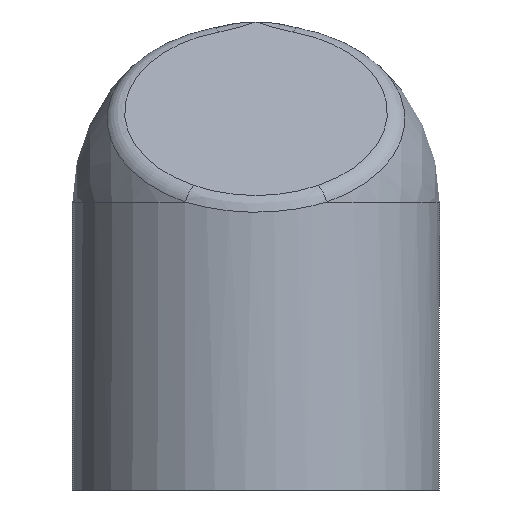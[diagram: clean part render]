
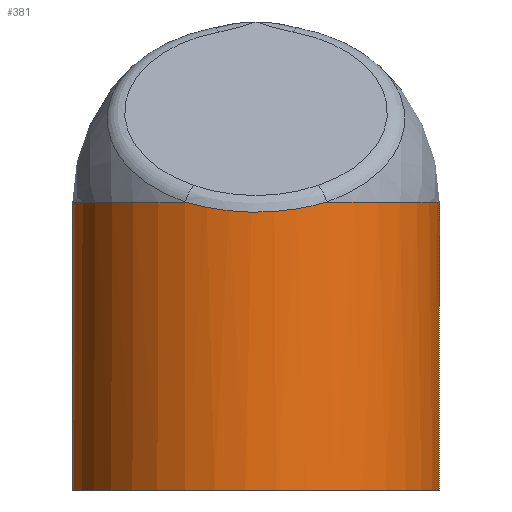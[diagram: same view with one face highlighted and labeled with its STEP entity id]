
A CAD part, left-side view. The second image highlights one B-rep face of the part: STEP entity #381.
In plain terms, the highlighted cylindrical face has radius 25.5 mm (diameter 51 mm), a full revolution.
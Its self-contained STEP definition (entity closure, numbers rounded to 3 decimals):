
#31=ELLIPSE('',#440,31.461,25.5);
#48=CYLINDRICAL_SURFACE('',#438,25.5);
#58=B_SPLINE_CURVE_WITH_KNOTS('',3,(#690,#691,#692,#693,#694,#695,#696,
#697,#698,#699,#700,#701,#702,#703,#704,#705),.UNSPECIFIED.,.F.,.F.,(4,
1,1,1,1,1,1,1,1,1,1,1,1,4),(0.,0.004,0.007,
0.011,0.015,0.019,0.022,
0.03,0.034,0.037,0.045,
0.048,0.052,0.06),.UNSPECIFIED.);
#100=ORIENTED_EDGE('',*,*,#185,.T.);
#101=ORIENTED_EDGE('',*,*,#186,.T.);
#102=ORIENTED_EDGE('',*,*,#163,.T.);
#103=ORIENTED_EDGE('',*,*,#187,.T.);
#104=ORIENTED_EDGE('',*,*,#188,.F.);
#163=EDGE_CURVE('',#211,#212,#245,.T.);
#185=EDGE_CURVE('',#232,#233,#259,.T.);
#186=EDGE_CURVE('',#233,#211,#58,.T.);
#187=EDGE_CURVE('',#212,#232,#31,.F.);
#188=EDGE_CURVE('',#234,#234,#260,.T.);
#211=VERTEX_POINT('',#572);
#212=VERTEX_POINT('',#573);
#232=VERTEX_POINT('',#688);
#233=VERTEX_POINT('',#689);
#234=VERTEX_POINT('',#708);
#245=CIRCLE('',#412,25.5);
#259=CIRCLE('',#439,25.5);
#260=CIRCLE('',#441,25.5);
#298=EDGE_LOOP('',(#100,#101,#102,#103));
#299=EDGE_LOOP('',(#104));
#344=FACE_BOUND('',#298,.T.);
#345=FACE_BOUND('',#299,.T.);
#381=ADVANCED_FACE('',(#344,#345),#48,.T.);
#412=AXIS2_PLACEMENT_3D('',#571,#467,#468);
#438=AXIS2_PLACEMENT_3D('',#686,#519,#520);
#439=AXIS2_PLACEMENT_3D('',#687,#521,#522);
#440=AXIS2_PLACEMENT_3D('',#706,#523,#524);
#441=AXIS2_PLACEMENT_3D('',#707,#525,#526);
#467=DIRECTION('',(0.,0.,-1.));
#468=DIRECTION('',(1.,0.,0.));
#519=DIRECTION('',(0.,0.,-1.));
#520=DIRECTION('',(-1.,0.,0.));
#521=DIRECTION('',(0.,0.,-1.));
#522=DIRECTION('',(1.,0.,0.));
#523=DIRECTION('',(-0.586,0.,0.811));
#524=DIRECTION('',(-0.811,0.,-0.586));
#525=DIRECTION('',(0.,0.,-1.));
#526=DIRECTION('',(1.,0.,0.));
#571=CARTESIAN_POINT('',(0.,0.,40.));
#572=CARTESIAN_POINT('',(16.27,-19.635,40.));
#573=CARTESIAN_POINT('',(-23.534,-9.818,40.));
#686=CARTESIAN_POINT('',(0.,0.,40.));
#687=CARTESIAN_POINT('',(0.,0.,40.));
#688=CARTESIAN_POINT('',(-23.534,9.818,40.));
#689=CARTESIAN_POINT('',(16.27,19.635,40.));
#690=CARTESIAN_POINT('',(16.27,19.635,40.));
#691=CARTESIAN_POINT('',(16.586,19.374,38.811));
#692=CARTESIAN_POINT('',(17.372,18.697,36.554));
#693=CARTESIAN_POINT('',(18.839,17.234,33.406));
#694=CARTESIAN_POINT('',(20.4,15.374,30.577));
#695=CARTESIAN_POINT('',(21.956,13.077,28.033));
#696=CARTESIAN_POINT('',(23.369,10.37,25.875));
#697=CARTESIAN_POINT('',(24.934,6.165,23.588));
#698=CARTESIAN_POINT('',(25.69,1.235,22.534));
#699=CARTESIAN_POINT('',(25.309,-3.773,23.068));
#700=CARTESIAN_POINT('',(24.262,-8.436,24.56));
#701=CARTESIAN_POINT('',(22.451,-12.353,27.225));
#702=CARTESIAN_POINT('',(20.394,-15.381,30.586));
#703=CARTESIAN_POINT('',(18.3,-17.876,34.394));
#704=CARTESIAN_POINT('',(16.901,-19.112,37.622));
#705=CARTESIAN_POINT('',(16.27,-19.635,40.));
#706=CARTESIAN_POINT('',(0.,0.,57.007));
#707=CARTESIAN_POINT('',(0.,0.,0.));
#708=CARTESIAN_POINT('',(25.5,0.,0.));
